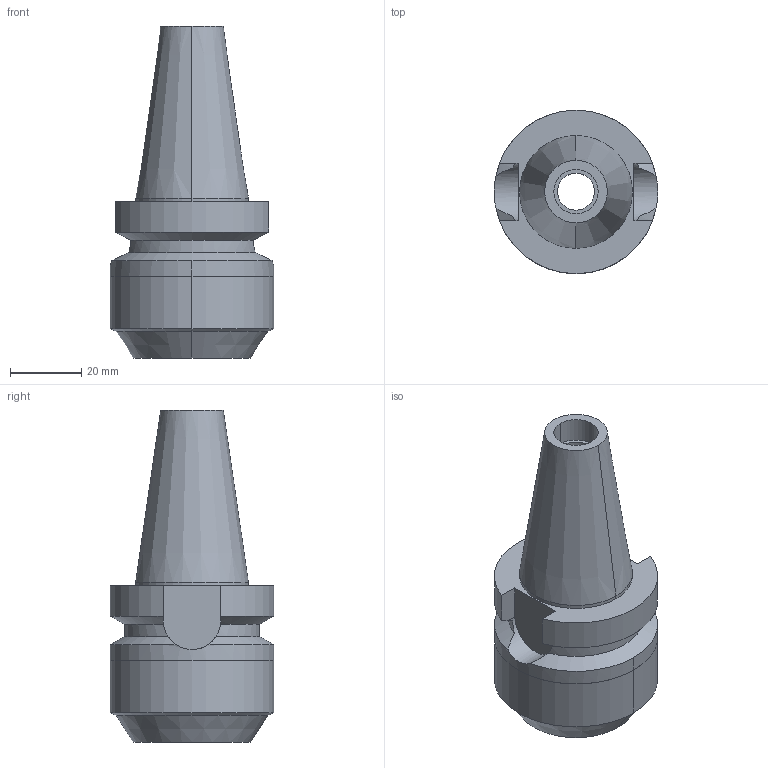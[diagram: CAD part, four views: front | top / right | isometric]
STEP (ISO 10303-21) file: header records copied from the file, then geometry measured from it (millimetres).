
FILE_DESCRIPTION((''),'2;1');
FILE_NAME('BBT30-HDC16-45','2018-07-12T',('ykawabe'),(''),'CREO PARAMETRIC BY PTC INC, 2016380','CREO PARAMETRIC BY PTC INC, 2016380','');
FILE_SCHEMA(('AUTOMOTIVE_DESIGN { 1 0 10303 214 1 1 1 1 }'));
Length unit declared in the file: millimetre
Products named in the file (1): BBT30-HDC16-45
Bounding box: 46 x 46 x 93.4 mm (x, y, z)
Volume: 71196 mm3; surface area: 17112 mm2
Topology: 1 solids, 1 shells, 45 faces, 117 edges, 79 vertices
Faces by surface type: cylinder 22, plane 13, cone 10
Entity records: 1961 total; most frequent: CARTESIAN_POINT 332, DIRECTION 256, ORIENTED_EDGE 234, PRESENTATION_STYLE_ASSIGNMENT 122, STYLED_ITEM 122, CURVE_STYLE 121, EDGE_CURVE 117, AXIS2_PLACEMENT_3D 108
